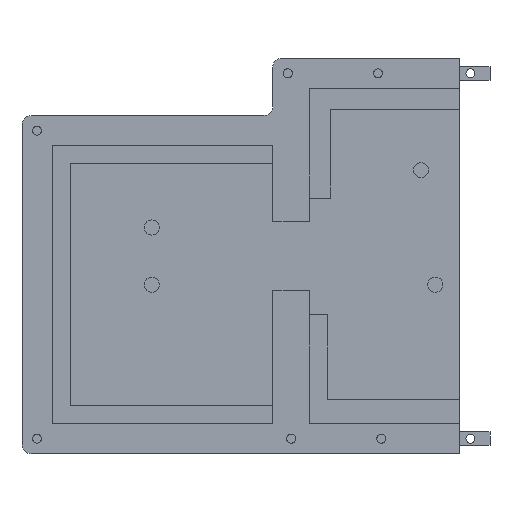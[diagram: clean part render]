
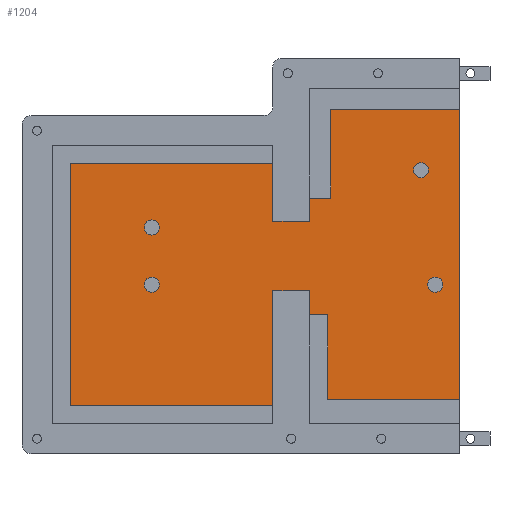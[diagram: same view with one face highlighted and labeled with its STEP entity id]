
A CAD part, top view. The second image highlights one B-rep face of the part: STEP entity #1204.
In plain terms, the highlighted planar face has unit normal (0, 0, 1).
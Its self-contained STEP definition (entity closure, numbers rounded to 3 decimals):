
#27=FACE_BOUND('',#231,.T.);
#28=FACE_BOUND('',#232,.T.);
#29=FACE_BOUND('',#233,.T.);
#30=FACE_BOUND('',#234,.T.);
#82=PLANE('',#1318);
#150=FACE_OUTER_BOUND('',#230,.T.);
#230=EDGE_LOOP('',(#1101,#1102,#1103,#1104,#1105,#1106,#1107,#1108,#1109,
#1110,#1111,#1112,#1113,#1114,#1115,#1116));
#231=EDGE_LOOP('',(#1117));
#232=EDGE_LOOP('',(#1118));
#233=EDGE_LOOP('',(#1119));
#234=EDGE_LOOP('',(#1120));
#272=LINE('',#1786,#402);
#275=LINE('',#1793,#405);
#279=LINE('',#1801,#409);
#282=LINE('',#1806,#412);
#287=LINE('',#1815,#417);
#292=LINE('',#1835,#422);
#294=LINE('',#1840,#424);
#307=LINE('',#1864,#437);
#308=LINE('',#1867,#438);
#352=LINE('',#1965,#482);
#354=LINE('',#1969,#484);
#356=LINE('',#1973,#486);
#358=LINE('',#1978,#488);
#361=LINE('',#1983,#491);
#363=LINE('',#1986,#493);
#364=LINE('',#1988,#494);
#402=VECTOR('',#1462,10.);
#405=VECTOR('',#1467,10.);
#409=VECTOR('',#1473,10.);
#412=VECTOR('',#1478,10.);
#417=VECTOR('',#1487,10.);
#422=VECTOR('',#1510,10.);
#424=VECTOR('',#1514,10.);
#437=VECTOR('',#1531,10.);
#438=VECTOR('',#1534,10.);
#482=VECTOR('',#1624,10.);
#484=VECTOR('',#1628,10.);
#486=VECTOR('',#1632,10.);
#488=VECTOR('',#1636,10.);
#491=VECTOR('',#1641,10.);
#493=VECTOR('',#1645,10.);
#494=VECTOR('',#1648,10.);
#508=CIRCLE('',#1245,2.5);
#510=CIRCLE('',#1249,2.5);
#520=CIRCLE('',#1278,2.5);
#522=CIRCLE('',#1282,2.5);
#550=VERTEX_POINT('',#1720);
#552=VERTEX_POINT('',#1727);
#570=VERTEX_POINT('',#1783);
#571=VERTEX_POINT('',#1785);
#573=VERTEX_POINT('',#1791);
#574=VERTEX_POINT('',#1792);
#577=VERTEX_POINT('',#1800);
#580=VERTEX_POINT('',#1813);
#582=VERTEX_POINT('',#1819);
#584=VERTEX_POINT('',#1826);
#586=VERTEX_POINT('',#1833);
#588=VERTEX_POINT('',#1839);
#597=VERTEX_POINT('',#1862);
#598=VERTEX_POINT('',#1866);
#629=VERTEX_POINT('',#1964);
#630=VERTEX_POINT('',#1968);
#631=VERTEX_POINT('',#1972);
#632=VERTEX_POINT('',#1976);
#633=VERTEX_POINT('',#1977);
#634=VERTEX_POINT('',#1982);
#668=EDGE_CURVE('',#550,#550,#508,.T.);
#671=EDGE_CURVE('',#552,#552,#510,.T.);
#696=EDGE_CURVE('',#570,#571,#272,.T.);
#699=EDGE_CURVE('',#573,#574,#275,.T.);
#703=EDGE_CURVE('',#574,#577,#279,.T.);
#706=EDGE_CURVE('',#570,#573,#282,.T.);
#711=EDGE_CURVE('',#580,#577,#287,.T.);
#714=EDGE_CURVE('',#582,#582,#520,.T.);
#717=EDGE_CURVE('',#584,#584,#522,.T.);
#720=EDGE_CURVE('',#586,#580,#292,.T.);
#722=EDGE_CURVE('',#571,#588,#294,.T.);
#735=EDGE_CURVE('',#586,#597,#307,.T.);
#736=EDGE_CURVE('',#598,#588,#308,.T.);
#784=EDGE_CURVE('',#629,#598,#352,.T.);
#786=EDGE_CURVE('',#630,#629,#354,.T.);
#788=EDGE_CURVE('',#631,#630,#356,.T.);
#790=EDGE_CURVE('',#632,#633,#358,.T.);
#793=EDGE_CURVE('',#634,#632,#361,.T.);
#795=EDGE_CURVE('',#597,#634,#363,.T.);
#796=EDGE_CURVE('',#633,#631,#364,.T.);
#1101=ORIENTED_EDGE('',*,*,#703,.T.);
#1102=ORIENTED_EDGE('',*,*,#711,.F.);
#1103=ORIENTED_EDGE('',*,*,#720,.F.);
#1104=ORIENTED_EDGE('',*,*,#735,.T.);
#1105=ORIENTED_EDGE('',*,*,#795,.T.);
#1106=ORIENTED_EDGE('',*,*,#793,.T.);
#1107=ORIENTED_EDGE('',*,*,#790,.T.);
#1108=ORIENTED_EDGE('',*,*,#796,.T.);
#1109=ORIENTED_EDGE('',*,*,#788,.T.);
#1110=ORIENTED_EDGE('',*,*,#786,.T.);
#1111=ORIENTED_EDGE('',*,*,#784,.T.);
#1112=ORIENTED_EDGE('',*,*,#736,.T.);
#1113=ORIENTED_EDGE('',*,*,#722,.F.);
#1114=ORIENTED_EDGE('',*,*,#696,.F.);
#1115=ORIENTED_EDGE('',*,*,#706,.T.);
#1116=ORIENTED_EDGE('',*,*,#699,.T.);
#1117=ORIENTED_EDGE('',*,*,#668,.T.);
#1118=ORIENTED_EDGE('',*,*,#671,.T.);
#1119=ORIENTED_EDGE('',*,*,#714,.T.);
#1120=ORIENTED_EDGE('',*,*,#717,.T.);
#1204=ADVANCED_FACE('',(#150,#27,#28,#29,#30),#82,.T.);
#1245=AXIS2_PLACEMENT_3D('',#1722,#1393,#1394);
#1249=AXIS2_PLACEMENT_3D('',#1729,#1402,#1403);
#1278=AXIS2_PLACEMENT_3D('',#1821,#1493,#1494);
#1282=AXIS2_PLACEMENT_3D('',#1828,#1502,#1503);
#1318=AXIS2_PLACEMENT_3D('',#1989,#1649,#1650);
#1393=DIRECTION('center_axis',(0.,0.,-1.));
#1394=DIRECTION('ref_axis',(-1.,0.,0.));
#1402=DIRECTION('center_axis',(0.,0.,-1.));
#1403=DIRECTION('ref_axis',(-1.,0.,0.));
#1462=DIRECTION('',(0.,-1.,0.));
#1467=DIRECTION('',(0.,-1.,0.));
#1473=DIRECTION('',(1.,0.,0.));
#1478=DIRECTION('',(-1.,0.,0.));
#1487=DIRECTION('',(0.,-1.,0.));
#1493=DIRECTION('center_axis',(0.,0.,-1.));
#1494=DIRECTION('ref_axis',(-1.,0.,0.));
#1502=DIRECTION('center_axis',(0.,0.,-1.));
#1503=DIRECTION('ref_axis',(-1.,0.,0.));
#1510=DIRECTION('',(-1.,0.,0.));
#1514=DIRECTION('',(1.,0.,0.));
#1531=DIRECTION('',(0.,-1.,0.));
#1534=DIRECTION('',(0.,-1.,0.));
#1624=DIRECTION('',(-1.,0.,0.));
#1628=DIRECTION('',(0.,-1.,0.));
#1632=DIRECTION('',(-1.,0.,0.));
#1636=DIRECTION('',(1.,0.,0.));
#1641=DIRECTION('',(0.,-1.,0.));
#1645=DIRECTION('',(1.,0.,0.));
#1648=DIRECTION('',(0.,1.,0.));
#1649=DIRECTION('center_axis',(0.,0.,1.));
#1650=DIRECTION('ref_axis',(1.,0.,0.));
#1720=CARTESIAN_POINT('',(-127.322,1.961,3.));
#1722=CARTESIAN_POINT('Origin',(-129.822,1.961,3.));
#1727=CARTESIAN_POINT('',(-127.322,21.011,3.));
#1729=CARTESIAN_POINT('Origin',(-129.822,21.011,3.));
#1783=CARTESIAN_POINT('',(-89.572,42.248,3.));
#1785=CARTESIAN_POINT('',(-89.572,23.054,3.));
#1786=CARTESIAN_POINT('',(-89.572,39.651,3.));
#1791=CARTESIAN_POINT('',(-157.01,42.248,3.));
#1792=CARTESIAN_POINT('',(-157.01,-38.239,3.));
#1793=CARTESIAN_POINT('',(-157.01,-13.105,3.));
#1800=CARTESIAN_POINT('',(-89.572,-38.239,3.));
#1801=CARTESIAN_POINT('',(-70.928,-38.239,3.));
#1806=CARTESIAN_POINT('',(-104.647,42.248,3.));
#1813=CARTESIAN_POINT('',(-89.572,0.005,3.));
#1815=CARTESIAN_POINT('',(-89.572,39.651,3.));
#1819=CARTESIAN_POINT('',(-32.986,2.005,3.));
#1821=CARTESIAN_POINT('Origin',(-35.486,2.005,3.));
#1826=CARTESIAN_POINT('',(-37.749,40.104,3.));
#1828=CARTESIAN_POINT('Origin',(-40.249,40.104,3.));
#1833=CARTESIAN_POINT('',(-77.285,0.005,3.));
#1835=CARTESIAN_POINT('',(-87.285,0.005,3.));
#1839=CARTESIAN_POINT('',(-77.285,23.054,3.));
#1840=CARTESIAN_POINT('',(-87.285,23.054,3.));
#1862=CARTESIAN_POINT('',(-77.285,-7.995,3.));
#1864=CARTESIAN_POINT('',(-77.285,-44.239,3.));
#1866=CARTESIAN_POINT('',(-77.285,30.798,3.));
#1867=CARTESIAN_POINT('',(-77.285,-44.239,3.));
#1964=CARTESIAN_POINT('',(-70.285,30.798,3.));
#1965=CARTESIAN_POINT('',(-70.285,30.798,3.));
#1968=CARTESIAN_POINT('',(-70.285,60.298,3.));
#1969=CARTESIAN_POINT('',(-70.285,67.298,3.));
#1972=CARTESIAN_POINT('',(-27.285,60.298,3.));
#1973=CARTESIAN_POINT('',(-70.285,60.298,3.));
#1976=CARTESIAN_POINT('',(-71.285,-36.239,3.));
#1977=CARTESIAN_POINT('',(-27.285,-36.239,3.));
#1978=CARTESIAN_POINT('',(-77.285,-36.239,3.));
#1982=CARTESIAN_POINT('',(-71.285,-7.995,3.));
#1983=CARTESIAN_POINT('',(-71.285,-36.239,3.));
#1986=CARTESIAN_POINT('',(-71.285,-7.995,3.));
#1988=CARTESIAN_POINT('',(-27.285,77.298,3.));
#1989=CARTESIAN_POINT('Origin',(-52.285,12.03,3.));
